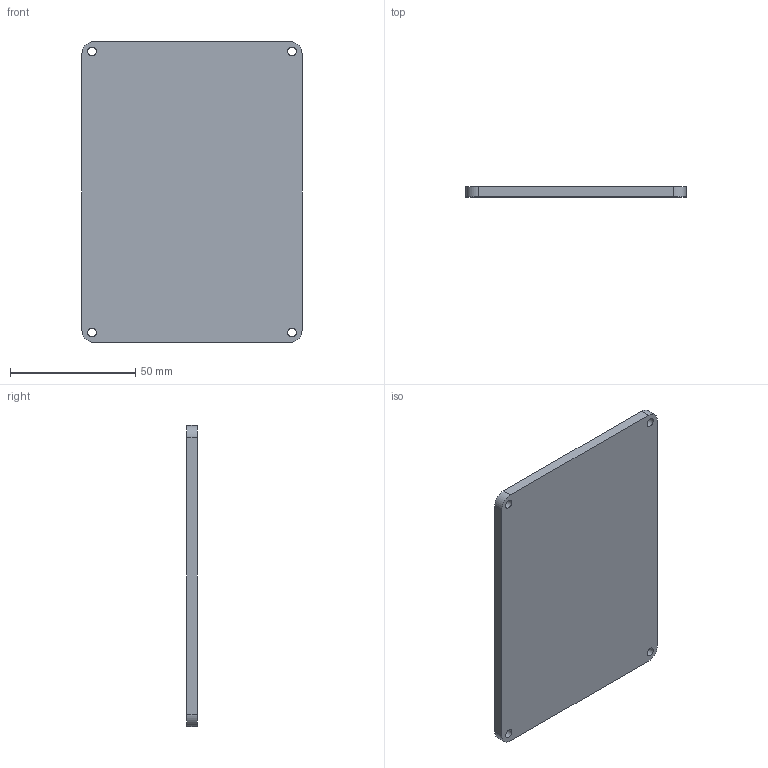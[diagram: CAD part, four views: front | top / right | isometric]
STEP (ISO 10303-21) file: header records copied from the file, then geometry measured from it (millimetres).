
FILE_DESCRIPTION(/* description */ (''),/* implementation_level */ '2;1');
FILE_NAME(/* name */ 'PrismGCUpNew.stp',/* time_stamp */ '2023-08-09T20:26:22+08:00',/* author */ ('liyuxuan'),/* organization */ (''),/* preprocessor_version */ 'ST-DEVELOPER v19.2',/* originating_system */ 'Autodesk Inventor 2024',/* authorisation */ '');
FILE_SCHEMA (('AUTOMOTIVE_DESIGN { 1 0 10303 214 3 1 1 }'));
Length unit declared in the file: millimetre
Products named in the file (1): PrismGCUpNew
Bounding box: 88 x 4 x 120.38 mm (x, y, z)
Volume: 42134 mm3; surface area: 22875.6 mm2
Topology: 1 solids, 1 shells, 14 faces, 42 edges, 40 vertices
Faces by surface type: cylinder 8, plane 6
Full cylindrical faces by diameter (mm): 3.5 x4
Entity records: 533 total; most frequent: CARTESIAN_POINT 91, DIRECTION 82, ORIENTED_EDGE 72, EDGE_CURVE 36, AXIS2_PLACEMENT_3D 31, VERTEX_POINT 24, EDGE_LOOP 22, LINE 20
